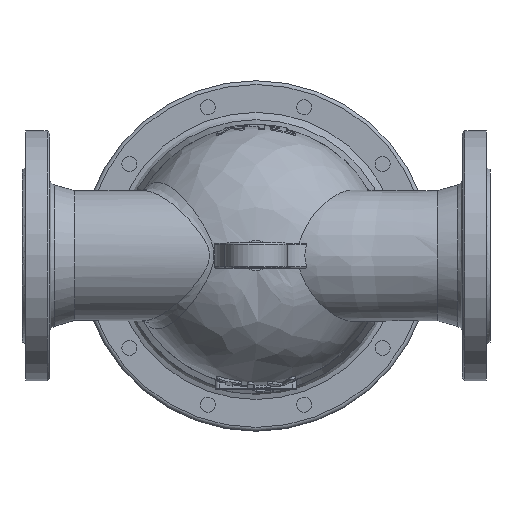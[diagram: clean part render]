
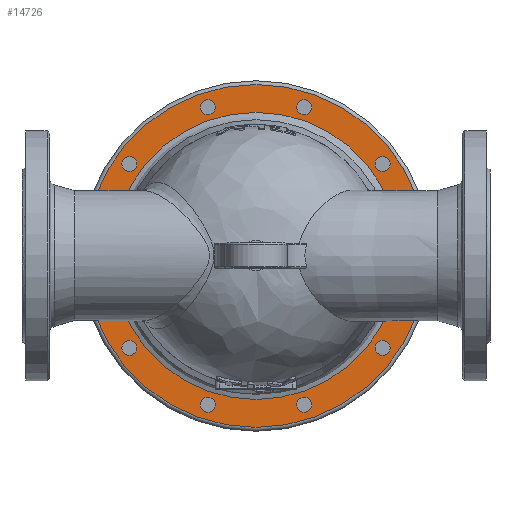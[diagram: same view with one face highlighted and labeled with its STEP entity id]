
A CAD part, top view. The second image highlights one B-rep face of the part: STEP entity #14726.
In plain terms, the highlighted planar face has unit normal (0, 0, 1).
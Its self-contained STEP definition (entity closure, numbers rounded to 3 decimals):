
#4264=CARTESIAN_POINT('',(-105.981,-77.,30.0));
#4265=VERTEX_POINT('',#4264);
#4266=CARTESIAN_POINT('',(-101.127,-73.473,30.0));
#4267=DIRECTION('',(0.0,0.0,-1.0));
#4268=DIRECTION('',(0.809,0.588,0.0));
#4269=AXIS2_PLACEMENT_3D('',#4266,#4267,#4268);
#4270=CIRCLE('',#4269,6.);
#4271=EDGE_CURVE('',#4265,#4265,#4270,.T.);
#4329=CARTESIAN_POINT('',(-40.481,-124.588,30.0));
#4330=VERTEX_POINT('',#4329);
#4331=CARTESIAN_POINT('',(-38.627,-118.882,30.0));
#4332=DIRECTION('',(0.0,0.0,-1.0));
#4333=DIRECTION('',(0.309,0.951,0.0));
#4334=AXIS2_PLACEMENT_3D('',#4331,#4332,#4333);
#4335=CIRCLE('',#4334,6.);
#4336=EDGE_CURVE('',#4330,#4330,#4335,.T.);
#4394=CARTESIAN_POINT('',(40.481,-124.588,30.0));
#4395=VERTEX_POINT('',#4394);
#4396=CARTESIAN_POINT('',(38.627,-118.882,30.0));
#4397=DIRECTION('',(0.0,0.0,-1.));
#4398=DIRECTION('',(-0.309,0.951,0.0));
#4399=AXIS2_PLACEMENT_3D('',#4396,#4397,#4398);
#4400=CIRCLE('',#4399,6.);
#4401=EDGE_CURVE('',#4395,#4395,#4400,.T.);
#4459=CARTESIAN_POINT('',(105.981,-77.,30.0));
#4460=VERTEX_POINT('',#4459);
#4461=CARTESIAN_POINT('',(101.127,-73.473,30.0));
#4462=DIRECTION('',(0.0,0.0,-1.));
#4463=DIRECTION('',(-0.809,0.588,0.0));
#4464=AXIS2_PLACEMENT_3D('',#4461,#4462,#4463);
#4465=CIRCLE('',#4464,6.0);
#4466=EDGE_CURVE('',#4460,#4460,#4465,.T.);
#4524=CARTESIAN_POINT('',(131.0,0.,30.0));
#4525=VERTEX_POINT('',#4524);
#4526=CARTESIAN_POINT('',(125.0,0.,30.0));
#4527=DIRECTION('',(0.0,0.0,-1.0));
#4528=DIRECTION('',(-1.0,0.0,0.0));
#4529=AXIS2_PLACEMENT_3D('',#4526,#4527,#4528);
#4530=CIRCLE('',#4529,6.);
#4531=EDGE_CURVE('',#4525,#4525,#4530,.T.);
#4589=CARTESIAN_POINT('',(105.981,77.,30.0));
#4590=VERTEX_POINT('',#4589);
#4591=CARTESIAN_POINT('',(101.127,73.473,30.0));
#4592=DIRECTION('',(0.0,0.0,-1.));
#4593=DIRECTION('',(-0.809,-0.588,0.0));
#4594=AXIS2_PLACEMENT_3D('',#4591,#4592,#4593);
#4595=CIRCLE('',#4594,6.);
#4596=EDGE_CURVE('',#4590,#4590,#4595,.T.);
#4654=CARTESIAN_POINT('',(40.481,124.588,30.0));
#4655=VERTEX_POINT('',#4654);
#4656=CARTESIAN_POINT('',(38.627,118.882,30.0));
#4657=DIRECTION('',(0.0,0.0,-1.));
#4658=DIRECTION('',(-0.309,-0.951,0.0));
#4659=AXIS2_PLACEMENT_3D('',#4656,#4657,#4658);
#4660=CIRCLE('',#4659,6.0);
#4661=EDGE_CURVE('',#4655,#4655,#4660,.T.);
#4719=CARTESIAN_POINT('',(-40.481,124.588,30.0));
#4720=VERTEX_POINT('',#4719);
#4721=CARTESIAN_POINT('',(-38.627,118.882,30.0));
#4722=DIRECTION('',(0.0,0.0,-1.));
#4723=DIRECTION('',(0.309,-0.951,0.0));
#4724=AXIS2_PLACEMENT_3D('',#4721,#4722,#4723);
#4725=CIRCLE('',#4724,6.);
#4726=EDGE_CURVE('',#4720,#4720,#4725,.T.);
#4784=CARTESIAN_POINT('',(-105.981,77.,30.0));
#4785=VERTEX_POINT('',#4784);
#4786=CARTESIAN_POINT('',(-101.127,73.473,30.0));
#4787=DIRECTION('',(0.0,0.0,-1.0));
#4788=DIRECTION('',(0.809,-0.588,0.0));
#4789=AXIS2_PLACEMENT_3D('',#4786,#4787,#4788);
#4790=CIRCLE('',#4789,6.);
#4791=EDGE_CURVE('',#4785,#4785,#4790,.T.);
#8935=CARTESIAN_POINT('',(-131.0,0.,30.0));
#8936=VERTEX_POINT('',#8935);
#8937=CARTESIAN_POINT('',(-125.0,0.,30.0));
#8938=DIRECTION('',(0.0,0.0,-1.0));
#8939=DIRECTION('',(1.0,0.0,0.0));
#8940=AXIS2_PLACEMENT_3D('',#8937,#8938,#8939);
#8941=CIRCLE('',#8940,6.);
#8942=EDGE_CURVE('',#8936,#8936,#8941,.T.);
#14669=CARTESIAN_POINT('',(0.0,0.0,30.0));
#14670=DIRECTION('',(0.0,0.0,-1.0));
#14671=DIRECTION('',(-1.0,0.0,0.0));
#14672=AXIS2_PLACEMENT_3D('',#14669,#14670,#14671);
#14673=PLANE('',#14672);
#14674=CARTESIAN_POINT('',(137.0,0.,30.0));
#14675=VERTEX_POINT('',#14674);
#14676=CARTESIAN_POINT('',(0.0,0.0,30.0));
#14677=DIRECTION('',(0.0,0.0,-1.0));
#14678=DIRECTION('',(-1.0,0.0,0.0));
#14679=AXIS2_PLACEMENT_3D('',#14676,#14677,#14678);
#14680=CIRCLE('',#14679,137.0);
#14681=EDGE_CURVE('',#14675,#14675,#14680,.T.);
#14682=ORIENTED_EDGE('',*,*,#14681,.F.);
#14683=EDGE_LOOP('',(#14682));
#14684=FACE_OUTER_BOUND('',#14683,.T.);
#14685=ORIENTED_EDGE('',*,*,#4271,.T.);
#14686=EDGE_LOOP('',(#14685));
#14687=FACE_BOUND('',#14686,.T.);
#14688=ORIENTED_EDGE('',*,*,#4336,.T.);
#14689=EDGE_LOOP('',(#14688));
#14690=FACE_BOUND('',#14689,.T.);
#14691=ORIENTED_EDGE('',*,*,#4401,.T.);
#14692=EDGE_LOOP('',(#14691));
#14693=FACE_BOUND('',#14692,.T.);
#14694=ORIENTED_EDGE('',*,*,#4466,.T.);
#14695=EDGE_LOOP('',(#14694));
#14696=FACE_BOUND('',#14695,.T.);
#14697=ORIENTED_EDGE('',*,*,#4531,.T.);
#14698=EDGE_LOOP('',(#14697));
#14699=FACE_BOUND('',#14698,.T.);
#14700=ORIENTED_EDGE('',*,*,#4596,.T.);
#14701=EDGE_LOOP('',(#14700));
#14702=FACE_BOUND('',#14701,.T.);
#14703=ORIENTED_EDGE('',*,*,#4661,.T.);
#14704=EDGE_LOOP('',(#14703));
#14705=FACE_BOUND('',#14704,.T.);
#14706=ORIENTED_EDGE('',*,*,#4726,.T.);
#14707=EDGE_LOOP('',(#14706));
#14708=FACE_BOUND('',#14707,.T.);
#14709=ORIENTED_EDGE('',*,*,#4791,.T.);
#14710=EDGE_LOOP('',(#14709));
#14711=FACE_BOUND('',#14710,.T.);
#14712=ORIENTED_EDGE('',*,*,#8942,.T.);
#14713=EDGE_LOOP('',(#14712));
#14714=FACE_BOUND('',#14713,.T.);
#14715=CARTESIAN_POINT('',(114.73,0.,30.0));
#14716=VERTEX_POINT('',#14715);
#14717=CARTESIAN_POINT('',(0.0,0.0,30.0));
#14718=DIRECTION('',(0.0,0.0,1.0));
#14719=DIRECTION('',(-1.0,0.0,0.0));
#14720=AXIS2_PLACEMENT_3D('',#14717,#14718,#14719);
#14721=CIRCLE('',#14720,114.73);
#14722=EDGE_CURVE('',#14716,#14716,#14721,.T.);
#14723=ORIENTED_EDGE('',*,*,#14722,.F.);
#14724=EDGE_LOOP('',(#14723));
#14725=FACE_BOUND('',#14724,.T.);
#14726=ADVANCED_FACE('',(#14684,#14687,#14690,#14693,#14696,#14699,#14702,#14705,#14708,#14711,#14714,#14725),#14673,.F.);
